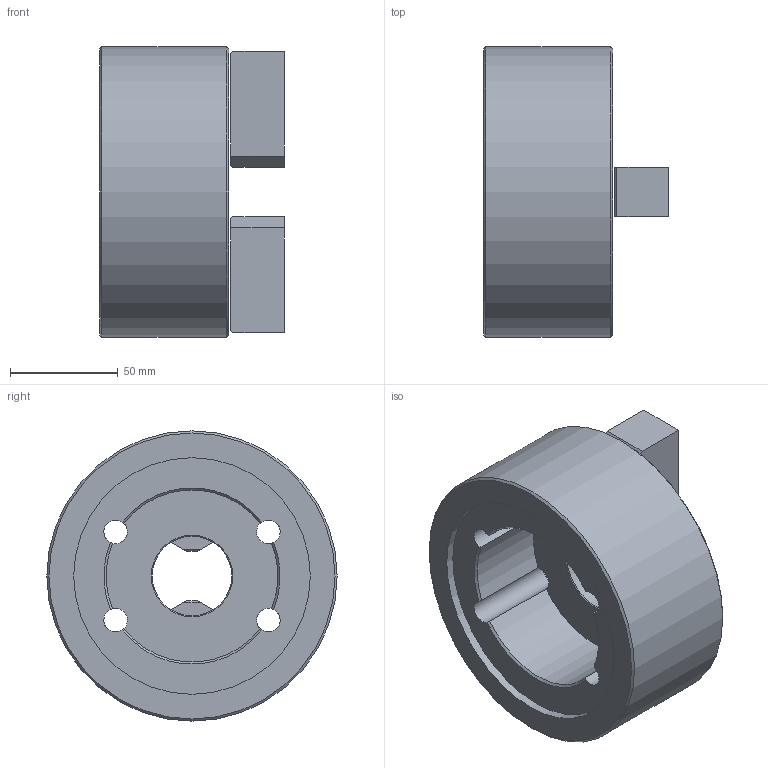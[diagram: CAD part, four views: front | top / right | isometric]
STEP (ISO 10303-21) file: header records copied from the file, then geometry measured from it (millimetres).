
FILE_DESCRIPTION( ( 'Unknown' ), '1' );
FILE_NAME( 'BT205 CHUCK.stp', 'Unknown', ( 'Unknown' ), ( 'Unknown' ), 'PSStep 10.1', 'Unknown', ' ' );
FILE_SCHEMA( ( 'AUTOMOTIVE_DESIGN { 1 0 10303 214 1 1 1 1 }' ) );
Length unit declared in the file: millimetre
Products named in the file (3): 1; 2; 3
Bounding box: 86 x 135 x 135 mm (x, y, z)
Volume: 631445.9 mm3; surface area: 84408.3 mm2
Topology: 3 solids, 3 shells, 195 faces, 492 edges, 321 vertices
Faces by surface type: plane 106, cone 45, cylinder 28, extrusion 16
Full cylindrical faces by diameter (mm): 3.242 x4, 8.5 x4, 11 x4, 13.5 x4, 17 x4, 37 x1, 56 x1, 110 x1, 135 x1
Entity records: 8103 total; most frequent: CARTESIAN_POINT 2359, ORIENTED_EDGE 862, DIRECTION 733, EDGE_CURVE 431, VERTEX_POINT 303, AXIS2_PLACEMENT_3D 297, EDGE_LOOP 262, FACE_OUTER_BOUND 221
